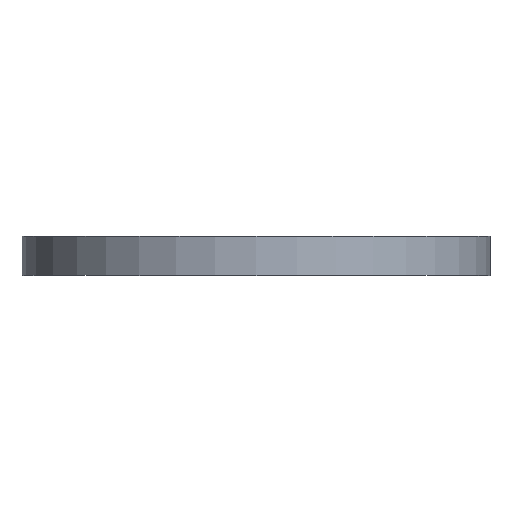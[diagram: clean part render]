
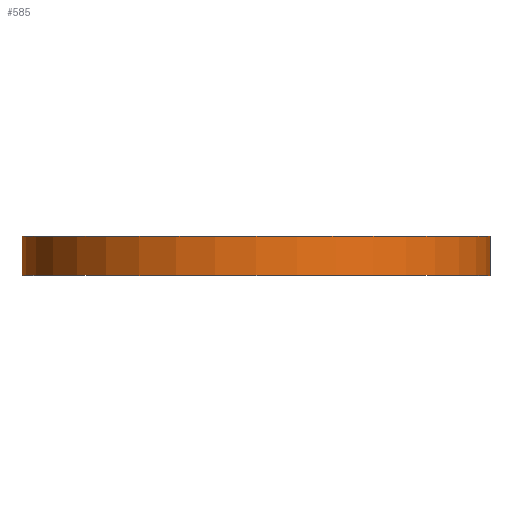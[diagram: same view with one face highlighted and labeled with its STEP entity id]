
A CAD part, front view. The second image highlights one B-rep face of the part: STEP entity #585.
In plain terms, the highlighted cylindrical face has radius 30 mm (diameter 60 mm), a partial arc.
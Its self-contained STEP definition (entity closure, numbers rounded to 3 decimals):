
#24 = CYLINDRICAL_SURFACE ( 'NONE', #476, 30. ) ;
#28 = EDGE_LOOP ( 'NONE', ( #665, #303, #688, #124 ) ) ;
#32 = CARTESIAN_POINT ( 'NONE',  ( 0., 0., 5. ) ) ;
#43 = EDGE_CURVE ( 'NONE', #456, #546, #660, .T. ) ;
#69 = CARTESIAN_POINT ( 'NONE',  ( 30., 0., 5. ) ) ;
#103 = VECTOR ( 'NONE', #561, 1000. ) ;
#124 = ORIENTED_EDGE ( 'NONE', *, *, #440, .T. ) ;
#178 = CARTESIAN_POINT ( 'NONE',  ( 0., 0., 0. ) ) ;
#194 = DIRECTION ( 'NONE',  ( -1., 0., 0. ) ) ;
#197 = DIRECTION ( 'NONE',  ( 0., 0., -1. ) ) ;
#237 = CARTESIAN_POINT ( 'NONE',  ( 30., 0., 0. ) ) ;
#238 = FACE_OUTER_BOUND ( 'NONE', #28, .T. ) ;
#299 = EDGE_CURVE ( 'NONE', #622, #352, #323, .T. ) ;
#303 = ORIENTED_EDGE ( 'NONE', *, *, #634, .F. ) ;
#310 = AXIS2_PLACEMENT_3D ( 'NONE', #32, #667, #468 ) ;
#323 = LINE ( 'NONE', #445, #363 ) ;
#352 = VERTEX_POINT ( 'NONE', #608 ) ;
#356 = CARTESIAN_POINT ( 'NONE',  ( 0., 0., 5. ) ) ;
#363 = VECTOR ( 'NONE', #602, 1000. ) ;
#400 = DIRECTION ( 'NONE',  ( 0., 0., 1. ) ) ;
#440 = EDGE_CURVE ( 'NONE', #352, #546, #453, .T. ) ;
#445 = CARTESIAN_POINT ( 'NONE',  ( -30., 0., 5. ) ) ;
#453 = CIRCLE ( 'NONE', #545, 30. ) ;
#456 = VERTEX_POINT ( 'NONE', #664 ) ;
#468 = DIRECTION ( 'NONE',  ( 1., 0., 0. ) ) ;
#476 = AXIS2_PLACEMENT_3D ( 'NONE', #356, #197, #194 ) ;
#497 = CIRCLE ( 'NONE', #310, 30. ) ;
#521 = CARTESIAN_POINT ( 'NONE',  ( -30., 0., 5. ) ) ;
#545 = AXIS2_PLACEMENT_3D ( 'NONE', #178, #400, #614 ) ;
#546 = VERTEX_POINT ( 'NONE', #237 ) ;
#561 = DIRECTION ( 'NONE',  ( 0., 0., -1. ) ) ;
#585 = ADVANCED_FACE ( 'NONE', ( #238 ), #24, .T. ) ;
#602 = DIRECTION ( 'NONE',  ( 0., 0., -1. ) ) ;
#608 = CARTESIAN_POINT ( 'NONE',  ( -30., 0., 0. ) ) ;
#614 = DIRECTION ( 'NONE',  ( 1., 0., 0. ) ) ;
#622 = VERTEX_POINT ( 'NONE', #521 ) ;
#634 = EDGE_CURVE ( 'NONE', #622, #456, #497, .T. ) ;
#660 = LINE ( 'NONE', #69, #103 ) ;
#664 = CARTESIAN_POINT ( 'NONE',  ( 30., 0., 5. ) ) ;
#665 = ORIENTED_EDGE ( 'NONE', *, *, #43, .F. ) ;
#667 = DIRECTION ( 'NONE',  ( 0., 0., 1. ) ) ;
#688 = ORIENTED_EDGE ( 'NONE', *, *, #299, .T. ) ;
